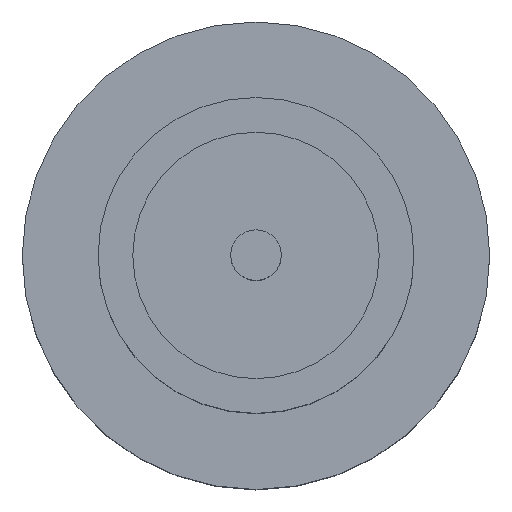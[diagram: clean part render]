
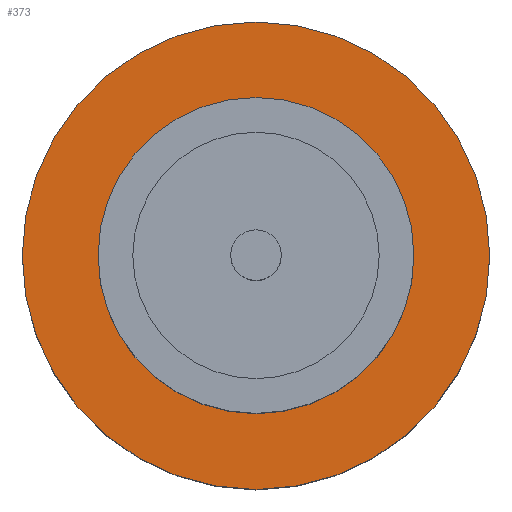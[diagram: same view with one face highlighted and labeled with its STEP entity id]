
A CAD part, top view. The second image highlights one B-rep face of the part: STEP entity #373.
In plain terms, the highlighted planar face has unit normal (0, 0, 1).
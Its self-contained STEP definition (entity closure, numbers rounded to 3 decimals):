
#3 = EDGE_LOOP ( 'NONE', ( #597, #681 ) ) ;
#5 = DIRECTION ( 'NONE',  ( 1., 0., 0. ) ) ;
#37 = CIRCLE ( 'NONE', #148, 1.85 ) ;
#95 = DIRECTION ( 'NONE',  ( 0., 0., 1. ) ) ;
#113 = EDGE_CURVE ( 'NONE', #169, #498, #37, .T. ) ;
#120 = DIRECTION ( 'NONE',  ( 1., 0., 0. ) ) ;
#135 = DIRECTION ( 'NONE',  ( 0., 0., 1. ) ) ;
#148 = AXIS2_PLACEMENT_3D ( 'NONE', #359, #574, #580 ) ;
#156 = EDGE_LOOP ( 'NONE', ( #477, #828 ) ) ;
#160 = FACE_OUTER_BOUND ( 'NONE', #156, .T. ) ;
#169 = VERTEX_POINT ( 'NONE', #727 ) ;
#189 = CARTESIAN_POINT ( 'NONE',  ( 0., 0., 1.55 ) ) ;
#264 = PLANE ( 'NONE',  #424 ) ;
#276 = DIRECTION ( 'NONE',  ( 1., 0., 0. ) ) ;
#284 = DIRECTION ( 'NONE',  ( 0., 0., 1. ) ) ;
#297 = EDGE_CURVE ( 'NONE', #515, #714, #808, .T. ) ;
#298 = AXIS2_PLACEMENT_3D ( 'NONE', #800, #374, #120 ) ;
#355 = DIRECTION ( 'NONE',  ( 1., 0., 0. ) ) ;
#359 = CARTESIAN_POINT ( 'NONE',  ( 0., 0., 1.55 ) ) ;
#373 = ADVANCED_FACE ( 'NONE', ( #731, #160 ), #264, .T. ) ;
#374 = DIRECTION ( 'NONE',  ( 0., 0., 1. ) ) ;
#420 = CARTESIAN_POINT ( 'NONE',  ( -1.25, 0., 1.55 ) ) ;
#424 = AXIS2_PLACEMENT_3D ( 'NONE', #189, #95, #276 ) ;
#442 = CARTESIAN_POINT ( 'NONE',  ( 1.25, 0., 1.55 ) ) ;
#461 = CARTESIAN_POINT ( 'NONE',  ( 0., 0., 1.55 ) ) ;
#468 = CIRCLE ( 'NONE', #298, 1.25 ) ;
#477 = ORIENTED_EDGE ( 'NONE', *, *, #489, .T. ) ;
#489 = EDGE_CURVE ( 'NONE', #498, #169, #756, .T. ) ;
#498 = VERTEX_POINT ( 'NONE', #694 ) ;
#515 = VERTEX_POINT ( 'NONE', #420 ) ;
#561 = CARTESIAN_POINT ( 'NONE',  ( 0., 0., 1.55 ) ) ;
#574 = DIRECTION ( 'NONE',  ( 0., 0., 1. ) ) ;
#579 = AXIS2_PLACEMENT_3D ( 'NONE', #461, #135, #5 ) ;
#580 = DIRECTION ( 'NONE',  ( 1., 0., 0. ) ) ;
#584 = EDGE_CURVE ( 'NONE', #714, #515, #468, .T. ) ;
#597 = ORIENTED_EDGE ( 'NONE', *, *, #584, .F. ) ;
#681 = ORIENTED_EDGE ( 'NONE', *, *, #297, .F. ) ;
#694 = CARTESIAN_POINT ( 'NONE',  ( -1.85, 0., 1.55 ) ) ;
#714 = VERTEX_POINT ( 'NONE', #442 ) ;
#727 = CARTESIAN_POINT ( 'NONE',  ( 1.85, 0., 1.55 ) ) ;
#731 = FACE_BOUND ( 'NONE', #3, .T. ) ;
#756 = CIRCLE ( 'NONE', #819, 1.85 ) ;
#800 = CARTESIAN_POINT ( 'NONE',  ( 0., 0., 1.55 ) ) ;
#808 = CIRCLE ( 'NONE', #579, 1.25 ) ;
#819 = AXIS2_PLACEMENT_3D ( 'NONE', #561, #284, #355 ) ;
#828 = ORIENTED_EDGE ( 'NONE', *, *, #113, .T. ) ;
